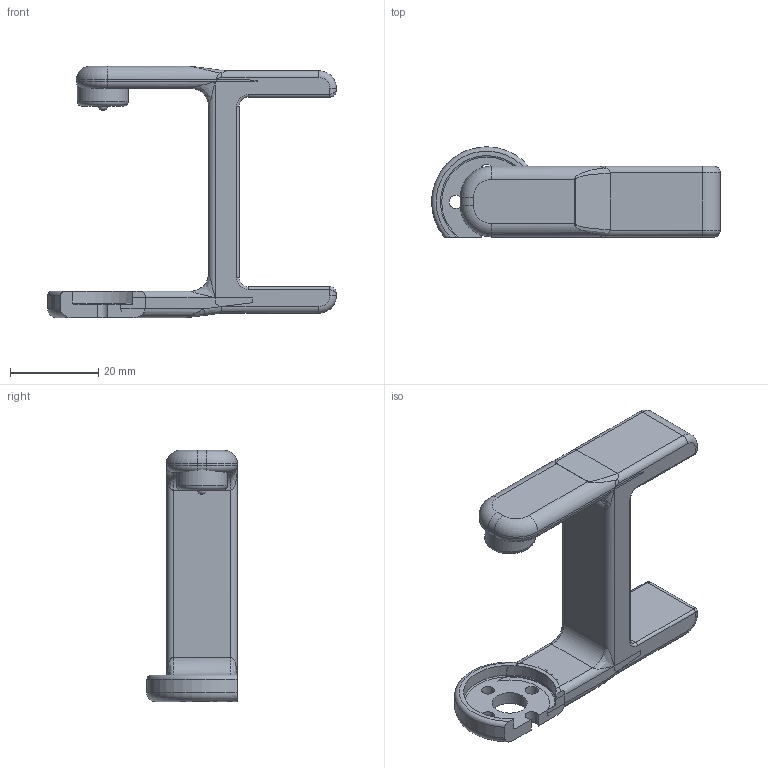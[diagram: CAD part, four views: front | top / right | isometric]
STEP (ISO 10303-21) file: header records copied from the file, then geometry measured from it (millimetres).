
FILE_DESCRIPTION(('FreeCAD Model'),'2;1');
FILE_NAME('coxa.step', '2023-01-28T20:00:54',('Author'),(''), 'Open CASCADE STEP processor 7.3','FreeCAD','Unknown');
FILE_SCHEMA(('AUTOMOTIVE_DESIGN { 1 0 10303 214 1 1 1 1 }'));
Length unit declared in the file: millimetre
Products named in the file (3): Fillet023; Cut; Fillet096
Bounding box: 65.5 x 20.5 x 57 mm (x, y, z)
Volume: 15804.4 mm3; surface area: 8214.6 mm2
Topology: 3 solids, 3 shells, 147 faces, 338 edges, 198 vertices
Faces by surface type: cylinder 62, plane 42, torus 26, bspline 16, revolution 1
Full cylindrical faces by diameter (mm): 1.7 x4, 2 x1, 3 x7, 8 x1, 11.5 x1
Entity records: 13659 total; most frequent: CARTESIAN_POINT 6366, DIRECTION 1053, ORIENTED_EDGE 660, PCURVE 660, DEFINITIONAL_REPRESENTATION 660, LINE 479, VECTOR 479, EDGE_CURVE 330
